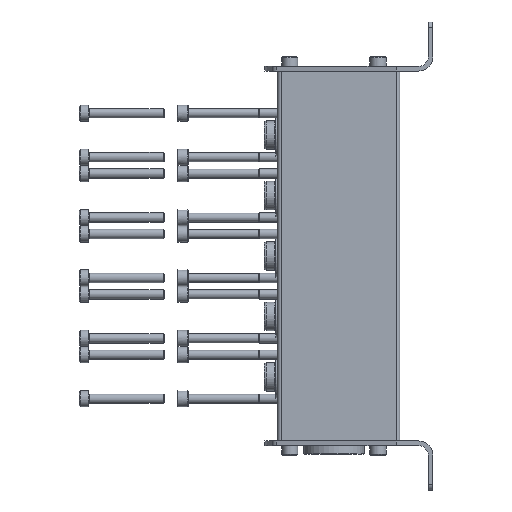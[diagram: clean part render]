
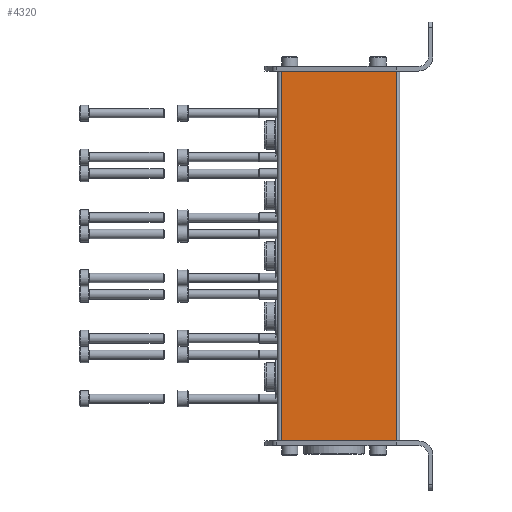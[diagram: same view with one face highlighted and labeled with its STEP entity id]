
A CAD part, left-side view. The second image highlights one B-rep face of the part: STEP entity #4320.
In plain terms, the highlighted planar face has unit normal (-1, 0, 0).
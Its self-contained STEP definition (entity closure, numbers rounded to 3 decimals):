
#282=LINE('',#6898,#520);
#283=LINE('',#6901,#521);
#284=LINE('',#6903,#522);
#285=LINE('',#6905,#523);
#520=VECTOR('',#5327,1000.);
#521=VECTOR('',#5328,1000.);
#522=VECTOR('',#5329,1000.);
#523=VECTOR('',#5330,1000.);
#758=PLANE('',#4703);
#1165=ORIENTED_EDGE('',*,*,#2263,.F.);
#1166=ORIENTED_EDGE('',*,*,#2264,.F.);
#1167=ORIENTED_EDGE('',*,*,#2265,.T.);
#1168=ORIENTED_EDGE('',*,*,#2266,.T.);
#2263=EDGE_CURVE('',#2812,#2813,#282,.T.);
#2264=EDGE_CURVE('',#2814,#2812,#283,.T.);
#2265=EDGE_CURVE('',#2814,#2815,#284,.T.);
#2266=EDGE_CURVE('',#2815,#2813,#285,.T.);
#2812=VERTEX_POINT('',#6899);
#2813=VERTEX_POINT('',#6900);
#2814=VERTEX_POINT('',#6902);
#2815=VERTEX_POINT('',#6904);
#3264=EDGE_LOOP('',(#1165,#1166,#1167,#1168));
#3734=FACE_BOUND('',#3264,.T.);
#4320=ADVANCED_FACE('',(#3734),#758,.T.);
#4703=AXIS2_PLACEMENT_3D('',#6897,#5325,#5326);
#5325=DIRECTION('',(-1.,0.,0.));
#5326=DIRECTION('',(0.,0.,1.));
#5327=DIRECTION('',(0.,-1.,0.));
#5328=DIRECTION('',(0.,0.,1.));
#5329=DIRECTION('',(0.,-1.,0.));
#5330=DIRECTION('',(0.,0.,1.));
#6897=CARTESIAN_POINT('',(-17.,28.,-196.));
#6898=CARTESIAN_POINT('',(-17.,28.,0.));
#6899=CARTESIAN_POINT('',(-17.,28.,0.));
#6900=CARTESIAN_POINT('',(-17.,-33.,0.));
#6901=CARTESIAN_POINT('',(-17.,28.,-196.));
#6902=CARTESIAN_POINT('',(-17.,28.,-196.));
#6903=CARTESIAN_POINT('',(-17.,28.,-196.));
#6904=CARTESIAN_POINT('',(-17.,-33.,-196.));
#6905=CARTESIAN_POINT('',(-17.,-33.,-196.));
